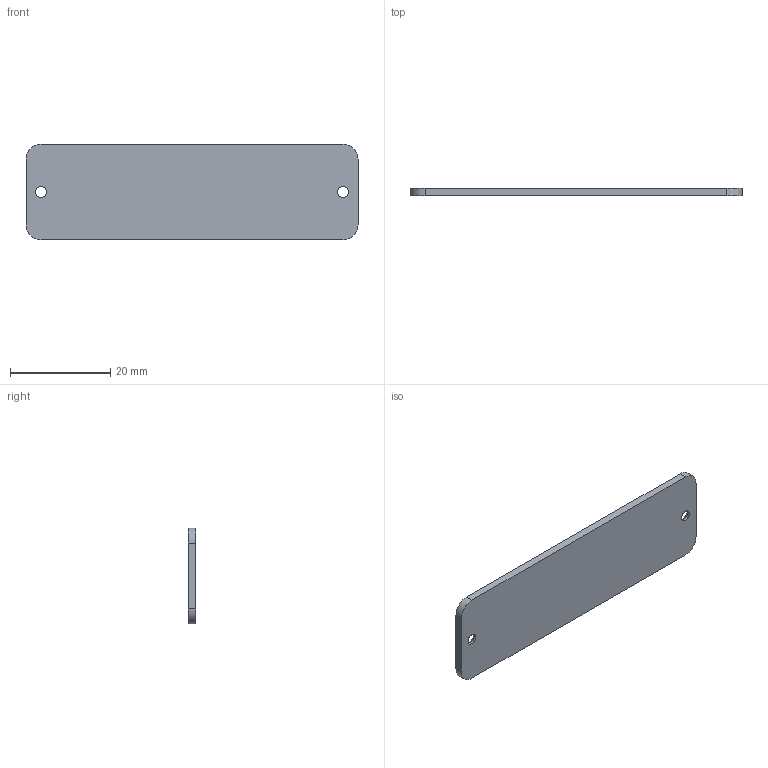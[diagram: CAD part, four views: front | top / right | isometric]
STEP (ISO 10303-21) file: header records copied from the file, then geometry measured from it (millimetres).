
FILE_DESCRIPTION(/* description */ (''),/* implementation_level */ '2;1');
FILE_NAME(/* name */ 'Little_Foot Name-Tag Plate Model.step',/* time_stamp */ '2019-09-11T14:46:11-05:00',/* author */ (''),/* organization */ (''),/* preprocessor_version */ 'ST-DEVELOPER v18',/* originating_system */ 'Autodesk Translation Framework v8.6.0.1094',/* authorisation */ '');
FILE_SCHEMA (('AUTOMOTIVE_DESIGN { 1 0 10303 214 3 1 1 }'));
Length unit declared in the file: millimetre
Products named in the file (1): Little_Foot Name Tag Model
Bounding box: 66.2 x 1.5 x 19.05 mm (x, y, z)
Volume: 1859.7 mm3; surface area: 2754.8 mm2
Topology: 1 solids, 1 shells, 14 faces, 34 edges, 22 vertices
Faces by surface type: plane 6, cylinder 6, cone 2
Full cylindrical faces by diameter (mm): 2.2 x2
Entity records: 464 total; most frequent: DIRECTION 78, CARTESIAN_POINT 71, ORIENTED_EDGE 68, EDGE_CURVE 34, AXIS2_PLACEMENT_3D 29, VERTEX_POINT 22, LINE 20, VECTOR 20
